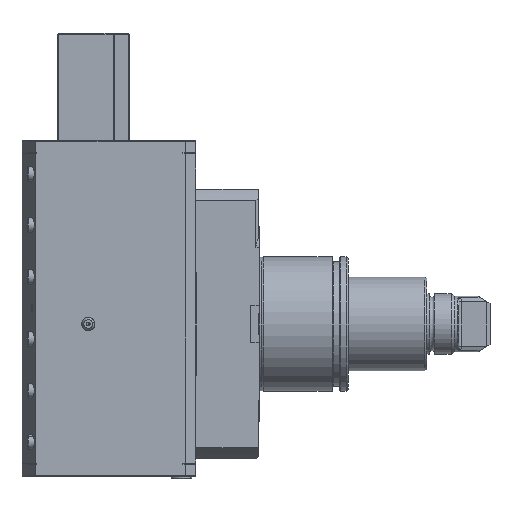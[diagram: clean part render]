
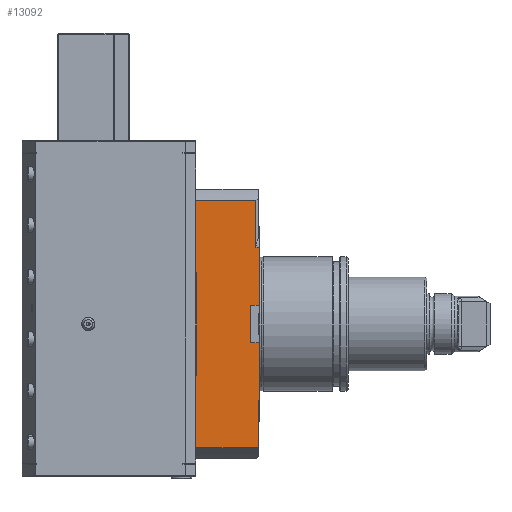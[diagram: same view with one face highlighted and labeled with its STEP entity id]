
A CAD part, left-side view. The second image highlights one B-rep face of the part: STEP entity #13092.
In plain terms, the highlighted planar face has unit normal (-1, 0, 0).
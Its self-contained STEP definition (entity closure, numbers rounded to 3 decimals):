
#613 = VERTEX_POINT ( 'NONE', #26841 ) ;
#1019 = VERTEX_POINT ( 'NONE', #4859 ) ;
#1044 = LINE ( 'NONE', #30252, #14792 ) ;
#1050 = CARTESIAN_POINT ( 'NONE',  ( -47., 0., 9. ) ) ;
#1787 = DIRECTION ( 'NONE',  ( 0., 1., 0. ) ) ;
#2036 = ORIENTED_EDGE ( 'NONE', *, *, #23286, .F. ) ;
#2152 = VERTEX_POINT ( 'NONE', #13863 ) ;
#2306 = ORIENTED_EDGE ( 'NONE', *, *, #6996, .F. ) ;
#2782 = LINE ( 'NONE', #30077, #30800 ) ;
#3046 = ORIENTED_EDGE ( 'NONE', *, *, #16589, .F. ) ;
#3126 = ORIENTED_EDGE ( 'NONE', *, *, #30913, .F. ) ;
#3846 = CARTESIAN_POINT ( 'NONE',  ( -47., 4., 9. ) ) ;
#3967 = LINE ( 'NONE', #33043, #28224 ) ;
#4814 = LINE ( 'NONE', #23497, #32039 ) ;
#4859 = CARTESIAN_POINT ( 'NONE',  ( -47., 30.5, 25. ) ) ;
#4917 = VERTEX_POINT ( 'NONE', #12557 ) ;
#4960 = EDGE_CURVE ( 'NONE', #16776, #9350, #31803, .T. ) ;
#5417 = DIRECTION ( 'NONE',  ( 0., 0., -1. ) ) ;
#5426 = LINE ( 'NONE', #26765, #8709 ) ;
#5556 = ORIENTED_EDGE ( 'NONE', *, *, #34083, .F. ) ;
#5802 = VERTEX_POINT ( 'NONE', #32702 ) ;
#5945 = CARTESIAN_POINT ( 'NONE',  ( -47., 1.5, 37. ) ) ;
#6001 = VECTOR ( 'NONE', #34312, 1000. ) ;
#6101 = DIRECTION ( 'NONE',  ( 0., 0., 1. ) ) ;
#6544 = CARTESIAN_POINT ( 'NONE',  ( -47., 30.3, -110.801 ) ) ;
#6996 = EDGE_CURVE ( 'NONE', #9350, #18166, #3967, .T. ) ;
#7036 = ORIENTED_EDGE ( 'NONE', *, *, #7364, .F. ) ;
#7221 = CARTESIAN_POINT ( 'NONE',  ( -47., 0., -9. ) ) ;
#7269 = LINE ( 'NONE', #12891, #29298 ) ;
#7286 = DIRECTION ( 'NONE',  ( 0., 1., 0. ) ) ;
#7364 = EDGE_CURVE ( 'NONE', #19270, #2152, #23781, .T. ) ;
#7638 = LINE ( 'NONE', #31807, #17260 ) ;
#7757 = CARTESIAN_POINT ( 'NONE',  ( -47., 30.5, -110.801 ) ) ;
#7816 = DIRECTION ( 'NONE',  ( 0., 0., -1. ) ) ;
#8213 = EDGE_LOOP ( 'NONE', ( #22246, #5556, #27582, #10807, #7036, #3126, #24054, #10447, #2306, #22476, #26485, #3046, #31312, #31857, #18697, #12515, #2036 ) ) ;
#8709 = VECTOR ( 'NONE', #16130, 1000. ) ;
#8782 = EDGE_CURVE ( 'NONE', #25366, #613, #1044, .T. ) ;
#9350 = VERTEX_POINT ( 'NONE', #34399 ) ;
#9398 = CARTESIAN_POINT ( 'NONE',  ( -47., 30.5, -25. ) ) ;
#9569 = CARTESIAN_POINT ( 'NONE',  ( -47., 0.5, -37. ) ) ;
#9607 = VERTEX_POINT ( 'NONE', #1050 ) ;
#9639 = CARTESIAN_POINT ( 'NONE',  ( -47., 0., -37. ) ) ;
#9932 = LINE ( 'NONE', #17982, #26390 ) ;
#10171 = DIRECTION ( 'NONE',  ( 0., 0., -1. ) ) ;
#10396 = VERTEX_POINT ( 'NONE', #9639 ) ;
#10447 = ORIENTED_EDGE ( 'NONE', *, *, #17167, .F. ) ;
#10516 = FACE_OUTER_BOUND ( 'NONE', #8213, .T. ) ;
#10807 = ORIENTED_EDGE ( 'NONE', *, *, #25070, .T. ) ;
#10961 = EDGE_CURVE ( 'NONE', #16776, #9607, #9932, .T. ) ;
#11650 = EDGE_CURVE ( 'NONE', #32141, #1019, #25616, .T. ) ;
#12181 = CARTESIAN_POINT ( 'NONE',  ( -47., 0.5, -37. ) ) ;
#12515 = ORIENTED_EDGE ( 'NONE', *, *, #11650, .T. ) ;
#12557 = CARTESIAN_POINT ( 'NONE',  ( -47., 30.3, -25. ) ) ;
#12734 = VERTEX_POINT ( 'NONE', #12181 ) ;
#12833 = CARTESIAN_POINT ( 'NONE',  ( -47., -81., -59.724 ) ) ;
#12891 = CARTESIAN_POINT ( 'NONE',  ( -47., 30.3, -25. ) ) ;
#12899 = VECTOR ( 'NONE', #17427, 1000. ) ;
#12968 = CARTESIAN_POINT ( 'NONE',  ( -47., 0.5, -110.801 ) ) ;
#13092 = ADVANCED_FACE ( 'Defeature completata2_20', ( #10516 ), #21175, .F. ) ;
#13863 = CARTESIAN_POINT ( 'NONE',  ( -47., 30.5, -59.724 ) ) ;
#13893 = VERTEX_POINT ( 'NONE', #22420 ) ;
#14792 = VECTOR ( 'NONE', #20098, 1000. ) ;
#15988 = DIRECTION ( 'NONE',  ( 0., 0., -1. ) ) ;
#16010 = VECTOR ( 'NONE', #1787, 1000. ) ;
#16130 = DIRECTION ( 'NONE',  ( 0., -1., 0. ) ) ;
#16227 = VECTOR ( 'NONE', #24462, 1000. ) ;
#16253 = EDGE_CURVE ( 'NONE', #4917, #32372, #7269, .T. ) ;
#16434 = VECTOR ( 'NONE', #7816, 1000. ) ;
#16470 = LINE ( 'NONE', #19773, #16227 ) ;
#16589 = EDGE_CURVE ( 'NONE', #613, #9607, #34136, .T. ) ;
#16776 = VERTEX_POINT ( 'NONE', #3846 ) ;
#17167 = EDGE_CURVE ( 'NONE', #18166, #10396, #4814, .T. ) ;
#17260 = VECTOR ( 'NONE', #7286, 1000. ) ;
#17427 = DIRECTION ( 'NONE',  ( 0., 0., 1. ) ) ;
#17966 = DIRECTION ( 'NONE',  ( 0., 0., -1. ) ) ;
#17982 = CARTESIAN_POINT ( 'NONE',  ( -47., 4., 9. ) ) ;
#18166 = VERTEX_POINT ( 'NONE', #7221 ) ;
#18697 = ORIENTED_EDGE ( 'NONE', *, *, #19923, .F. ) ;
#19223 = AXIS2_PLACEMENT_3D ( 'NONE', #21004, #31713, #10171 ) ;
#19270 = VERTEX_POINT ( 'NONE', #20661 ) ;
#19773 = CARTESIAN_POINT ( 'NONE',  ( -47., 1.5, 65. ) ) ;
#19885 = LINE ( 'NONE', #9569, #22305 ) ;
#19923 = EDGE_CURVE ( 'NONE', #32141, #13893, #5426, .T. ) ;
#20095 = CARTESIAN_POINT ( 'NONE',  ( -47., 30.3, 25. ) ) ;
#20098 = DIRECTION ( 'NONE',  ( 0., -1., 0. ) ) ;
#20661 = CARTESIAN_POINT ( 'NONE',  ( -47., 0.5, -59.724 ) ) ;
#20751 = CARTESIAN_POINT ( 'NONE',  ( -47., 4., -9. ) ) ;
#20989 = CARTESIAN_POINT ( 'NONE',  ( -47., 30.5, 59.724 ) ) ;
#21004 = CARTESIAN_POINT ( 'NONE',  ( -47., -81., -110.801 ) ) ;
#21175 = PLANE ( 'NONE',  #19223 ) ;
#22246 = ORIENTED_EDGE ( 'NONE', *, *, #26939, .F. ) ;
#22305 = VECTOR ( 'NONE', #30554, 1000. ) ;
#22420 = CARTESIAN_POINT ( 'NONE',  ( -47., 1.5, 59.724 ) ) ;
#22476 = ORIENTED_EDGE ( 'NONE', *, *, #4960, .F. ) ;
#22983 = CARTESIAN_POINT ( 'NONE',  ( -47., 30.5, -110.801 ) ) ;
#23286 = EDGE_CURVE ( 'NONE', #29995, #1019, #7638, .T. ) ;
#23497 = CARTESIAN_POINT ( 'NONE',  ( -47., 0., 125. ) ) ;
#23756 = CARTESIAN_POINT ( 'NONE',  ( -47., 0., 125. ) ) ;
#23781 = LINE ( 'NONE', #12833, #16010 ) ;
#23975 = VECTOR ( 'NONE', #15988, 1000. ) ;
#24054 = ORIENTED_EDGE ( 'NONE', *, *, #32492, .T. ) ;
#24462 = DIRECTION ( 'NONE',  ( 0., 0., 1. ) ) ;
#25070 = EDGE_CURVE ( 'NONE', #32372, #2152, #31751, .T. ) ;
#25366 = VERTEX_POINT ( 'NONE', #5945 ) ;
#25616 = LINE ( 'NONE', #22983, #33715 ) ;
#26268 = EDGE_CURVE ( 'NONE', #25366, #13893, #16470, .T. ) ;
#26310 = DIRECTION ( 'NONE',  ( 0., 1., 0. ) ) ;
#26390 = VECTOR ( 'NONE', #28790, 1000. ) ;
#26485 = ORIENTED_EDGE ( 'NONE', *, *, #10961, .T. ) ;
#26765 = CARTESIAN_POINT ( 'NONE',  ( -47., -81., 59.724 ) ) ;
#26841 = CARTESIAN_POINT ( 'NONE',  ( -47., 0., 37. ) ) ;
#26939 = EDGE_CURVE ( 'NONE', #5802, #29995, #30713, .T. ) ;
#27582 = ORIENTED_EDGE ( 'NONE', *, *, #16253, .T. ) ;
#27745 = DIRECTION ( 'NONE',  ( 0., -1., 0. ) ) ;
#28224 = VECTOR ( 'NONE', #27745, 1000. ) ;
#28514 = LINE ( 'NONE', #12968, #6001 ) ;
#28790 = DIRECTION ( 'NONE',  ( 0., -1., 0. ) ) ;
#29298 = VECTOR ( 'NONE', #26310, 1000. ) ;
#29995 = VERTEX_POINT ( 'NONE', #20095 ) ;
#30077 = CARTESIAN_POINT ( 'NONE',  ( -47., 30.3, -110.801 ) ) ;
#30252 = CARTESIAN_POINT ( 'NONE',  ( -47., 0.5, 37. ) ) ;
#30554 = DIRECTION ( 'NONE',  ( 0., -1., 0. ) ) ;
#30713 = LINE ( 'NONE', #6544, #12899 ) ;
#30800 = VECTOR ( 'NONE', #6101, 1000. ) ;
#30913 = EDGE_CURVE ( 'NONE', #12734, #19270, #28514, .T. ) ;
#31082 = DIRECTION ( 'NONE',  ( 0., 0., -1. ) ) ;
#31312 = ORIENTED_EDGE ( 'NONE', *, *, #8782, .F. ) ;
#31713 = DIRECTION ( 'NONE',  ( 1., 0., 0. ) ) ;
#31751 = LINE ( 'NONE', #7757, #23975 ) ;
#31803 = LINE ( 'NONE', #20751, #16434 ) ;
#31807 = CARTESIAN_POINT ( 'NONE',  ( -47., 30.3, 25. ) ) ;
#31857 = ORIENTED_EDGE ( 'NONE', *, *, #26268, .T. ) ;
#32039 = VECTOR ( 'NONE', #31082, 1000. ) ;
#32141 = VERTEX_POINT ( 'NONE', #20989 ) ;
#32372 = VERTEX_POINT ( 'NONE', #9398 ) ;
#32492 = EDGE_CURVE ( 'NONE', #12734, #10396, #19885, .T. ) ;
#32702 = CARTESIAN_POINT ( 'NONE',  ( -47., 30.3, 0. ) ) ;
#33043 = CARTESIAN_POINT ( 'NONE',  ( -47., 4., -9. ) ) ;
#33206 = VECTOR ( 'NONE', #5417, 1000. ) ;
#33715 = VECTOR ( 'NONE', #17966, 1000. ) ;
#34083 = EDGE_CURVE ( 'NONE', #4917, #5802, #2782, .T. ) ;
#34136 = LINE ( 'NONE', #23756, #33206 ) ;
#34312 = DIRECTION ( 'NONE',  ( 0., 0., -1. ) ) ;
#34399 = CARTESIAN_POINT ( 'NONE',  ( -47., 4., -9. ) ) ;
